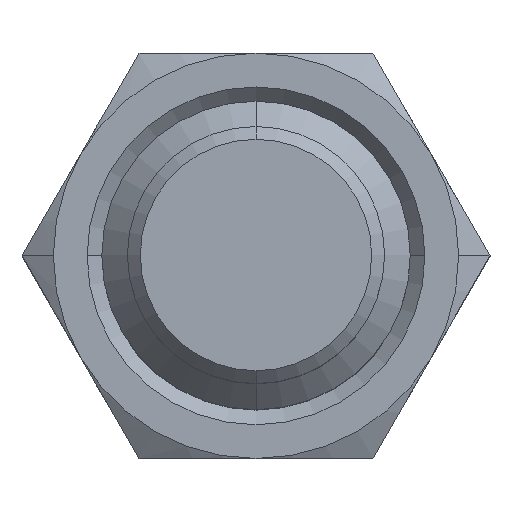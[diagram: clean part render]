
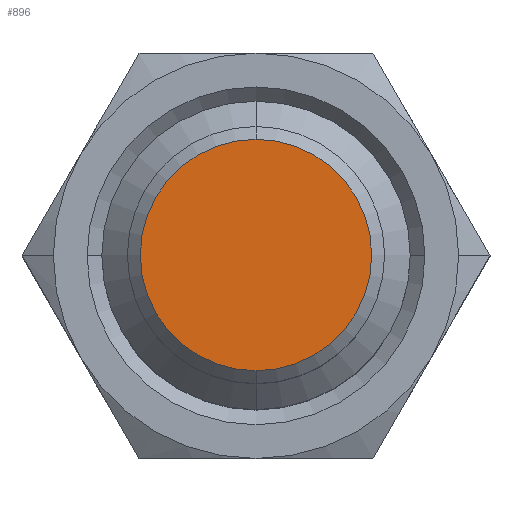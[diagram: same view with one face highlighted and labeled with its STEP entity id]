
A CAD part, top view. The second image highlights one B-rep face of the part: STEP entity #896.
In plain terms, the highlighted planar face has unit normal (0, 0, 1).
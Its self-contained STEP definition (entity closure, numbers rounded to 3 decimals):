
#386=CARTESIAN_POINT('',(0.,0.,0.));
#387=DIRECTION('',(0.,0.,1.));
#388=DIRECTION('',(0.,1.,0.));
#389=AXIS2_PLACEMENT_3D('',#386,#387,#388);
#391=CARTESIAN_POINT('',(0.,0.,0.));
#392=DIRECTION('',(0.,0.,1.));
#393=DIRECTION('',(0.,-1.,0.));
#394=AXIS2_PLACEMENT_3D('',#391,#392,#393);
#488=CARTESIAN_POINT('',(0.,4.5,0.));
#489=CARTESIAN_POINT('',(0.,-4.5,0.));
#490=VERTEX_POINT('',#488);
#491=VERTEX_POINT('',#489);
#886=CARTESIAN_POINT('',(0.,0.,0.));
#887=DIRECTION('',(0.,0.,-1.));
#888=DIRECTION('',(0.,-1.,0.));
#889=AXIS2_PLACEMENT_3D('',#886,#887,#888);
#890=PLANE('',#889);
#891=ORIENTED_EDGE('',*,*,#876,.F.);
#893=ORIENTED_EDGE('',*,*,#892,.F.);
#894=EDGE_LOOP('',(#891,#893));
#895=FACE_OUTER_BOUND('',#894,.F.);
#896=ADVANCED_FACE('',(#895),#890,.F.);
#390=CIRCLE('',#389,4.5);
#395=CIRCLE('',#394,4.5);
#876=EDGE_CURVE('',#490,#491,#390,.T.);
#892=EDGE_CURVE('',#491,#490,#395,.T.);
